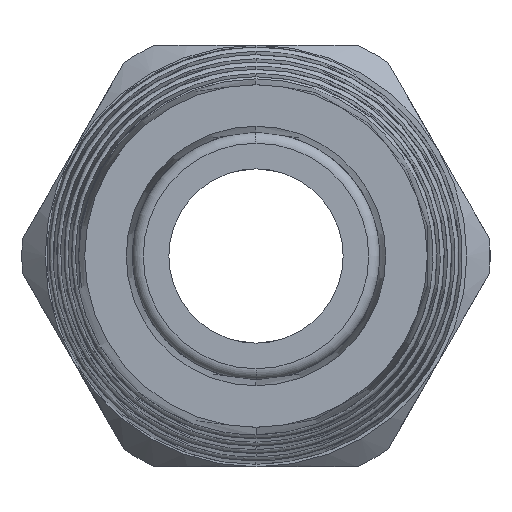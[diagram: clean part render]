
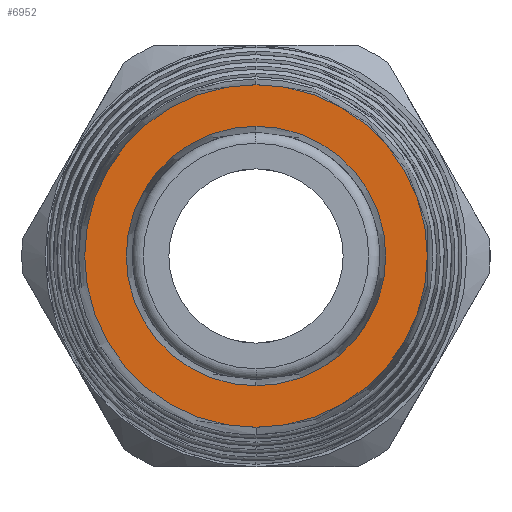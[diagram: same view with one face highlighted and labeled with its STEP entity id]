
A CAD part, left-side view. The second image highlights one B-rep face of the part: STEP entity #6952.
In plain terms, the highlighted planar face has unit normal (-1, 0, 0).
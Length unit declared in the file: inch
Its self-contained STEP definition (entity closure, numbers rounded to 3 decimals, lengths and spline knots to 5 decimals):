
#543 = VERTEX_POINT ( 'NONE', #1652 ) ;
#546 = EDGE_CURVE ( 'NONE', #547, #543, #1646, .T. ) ;
#547 = VERTEX_POINT ( 'NONE', #1641 ) ;
#1641 = CARTESIAN_POINT ( 'NONE',  ( -2.79, 0., -0.23081 ) ) ;
#1642 = DIRECTION ( 'NONE',  ( 0., 0., 1. ) ) ;
#1643 = DIRECTION ( 'NONE',  ( -1., 0., 0. ) ) ;
#1644 = CARTESIAN_POINT ( 'NONE',  ( -2.79, 0., 0. ) ) ;
#1645 = AXIS2_PLACEMENT_3D ( 'NONE', #1644, #1643, #1642 ) ;
#1646 = CIRCLE ( 'NONE', #1645, 0.23081 ) ;
#1652 = CARTESIAN_POINT ( 'NONE',  ( -2.79, 0., 0.23081 ) ) ;
#2173 = DIRECTION ( 'NONE',  ( 0., 0., 1. ) ) ;
#2174 = DIRECTION ( 'NONE',  ( -1., 0., 0. ) ) ;
#2175 = CARTESIAN_POINT ( 'NONE',  ( -2.79, 0., 0. ) ) ;
#2176 = AXIS2_PLACEMENT_3D ( 'NONE', #2175, #2174, #2173 ) ;
#2177 = CIRCLE ( 'NONE', #2176, 0.30471 ) ;
#2243 = CARTESIAN_POINT ( 'NONE',  ( -2.79, 0., -0.30471 ) ) ;
#2289 = DIRECTION ( 'NONE',  ( 0., 0., 1. ) ) ;
#2290 = DIRECTION ( 'NONE',  ( -1., 0., 0. ) ) ;
#2291 = CARTESIAN_POINT ( 'NONE',  ( -2.79, 0., 0. ) ) ;
#2292 = AXIS2_PLACEMENT_3D ( 'NONE', #2291, #2290, #2289 ) ;
#2293 = CIRCLE ( 'NONE', #2292, 0.30471 ) ;
#3248 = DIRECTION ( 'NONE',  ( 0., 0., 1. ) ) ;
#3249 = DIRECTION ( 'NONE',  ( -1., 0., 0. ) ) ;
#3250 = CARTESIAN_POINT ( 'NONE',  ( -2.79, 0., 0. ) ) ;
#3251 = AXIS2_PLACEMENT_3D ( 'NONE', #3250, #3249, #3248 ) ;
#3252 = PLANE ( 'NONE',  #3251 ) ;
#3253 = FACE_BOUND ( 'NONE', #6833, .T. ) ;
#3254 = FACE_OUTER_BOUND ( 'NONE', #6830, .T. ) ;
#6253 = EDGE_CURVE ( 'NONE', #6351, #6625, #2177, .T. ) ;
#6351 = VERTEX_POINT ( 'NONE', #2243 ) ;
#6356 = EDGE_CURVE ( 'NONE', #6625, #6351, #2293, .T. ) ;
#6625 = VERTEX_POINT ( 'NONE', #7992 ) ;
#6830 = EDGE_LOOP ( 'NONE', ( #6831, #6832 ) ) ;
#6831 = ORIENTED_EDGE ( 'NONE', *, *, #6253, .T. ) ;
#6832 = ORIENTED_EDGE ( 'NONE', *, *, #6356, .T. ) ;
#6833 = EDGE_LOOP ( 'NONE', ( #6834, #6836 ) ) ;
#6834 = ORIENTED_EDGE ( 'NONE', *, *, #6835, .F. ) ;
#6835 = EDGE_CURVE ( 'NONE', #543, #547, #8111, .T. ) ;
#6836 = ORIENTED_EDGE ( 'NONE', *, *, #546, .F. ) ;
#6952 = ADVANCED_FACE ( 'NONE', ( #3254, #3253 ), #3252, .T. ) ;
#7992 = CARTESIAN_POINT ( 'NONE',  ( -2.79, 0., 0.30471 ) ) ;
#8107 = DIRECTION ( 'NONE',  ( 0., 0., 1. ) ) ;
#8108 = DIRECTION ( 'NONE',  ( -1., 0., 0. ) ) ;
#8109 = CARTESIAN_POINT ( 'NONE',  ( -2.79, 0., 0. ) ) ;
#8110 = AXIS2_PLACEMENT_3D ( 'NONE', #8109, #8108, #8107 ) ;
#8111 = CIRCLE ( 'NONE', #8110, 0.23081 ) ;
